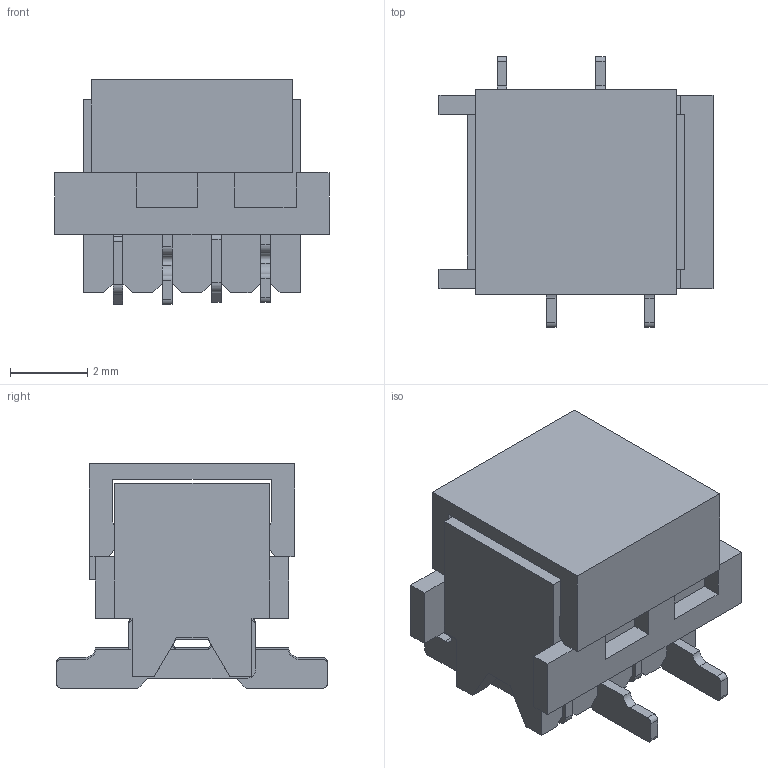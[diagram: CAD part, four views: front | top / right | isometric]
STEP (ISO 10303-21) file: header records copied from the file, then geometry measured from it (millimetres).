
FILE_DESCRIPTION(/* description */ ('Unknown'),/* implementation_level */ '2;1');
FILE_NAME(/* name */ 'J_Wurth_WR-MM_690367280476',/* time_stamp */ '2025-05-07T13:33:36+08:00',/* author */ ('Unknown'),/* organization */ ('Unknown'),/* preprocessor_version */ 'ST-DEVELOPER v19.4',/* originating_system */ 'Solid Edge',/* authorisation */ 'Unknown');
FILE_SCHEMA (('AUTOMOTIVE_DESIGN {1 0 10303 214 3 1 1}'));
Length unit declared in the file: millimetre
Products named in the file (2): J_Wurth_WR-MM_690367280476
Assembly tree (1 placements, depth 2):
  J_Wurth_WR-MM_690367280476
    J_Wurth_WR-MM_690367280476
Bounding box: 7.08 x 7 x 5.8 mm (x, y, z)
Volume: 126.5 mm3; surface area: 452 mm2
Topology: 1 solids, 1 shells, 397 faces, 1200 edges, 767 vertices
Faces by surface type: plane 331, cylinder 66
Entity records: 16146 total; most frequent: ORIENTED_EDGE 2400, CARTESIAN_POINT 2366, DIRECTION 2162, EDGE_CURVE 1200, LINE 1036, VECTOR 1036, VERTEX_POINT 767, AXIS2_PLACEMENT_3D 563
